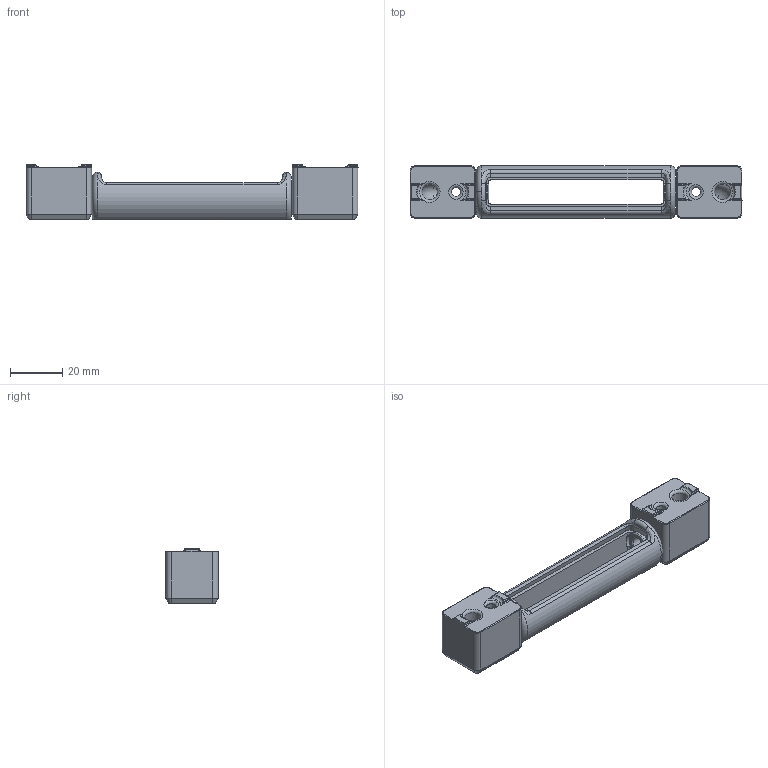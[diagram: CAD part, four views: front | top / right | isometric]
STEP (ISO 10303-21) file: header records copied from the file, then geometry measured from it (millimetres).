
FILE_DESCRIPTION(/* description */ (''),/* implementation_level */ '2;1');
FILE_NAME(/* name */ 'Angry_CAM_Front_mount v12.step',/* time_stamp */ '2022-05-08T16:34:02+02:00',/* author */ (''),/* organization */ (''),/* preprocessor_version */ 'ST-DEVELOPER v18.1',/* originating_system */ 'Autodesk Translation Framework v10.14.0.1471',/* authorisation */ '');
FILE_SCHEMA (('AUTOMOTIVE_DESIGN { 1 0 10303 214 3 1 1 }'));
Length unit declared in the file: millimetre
Products named in the file (1): Angry_CAM_Front_mount
Bounding box: 126.68 x 20 x 21 mm (x, y, z)
Volume: 26879.7 mm3; surface area: 13615.9 mm2
Topology: 3 solids, 3 shells, 265 faces, 659 edges, 398 vertices
Faces by surface type: cylinder 82, plane 78, torus 41, bspline 34, cone 22, sphere 8
Full cylindrical faces by diameter (mm): 3.5 x2, 6 x6, 10 x2, 10.3 x2
Entity records: 9862 total; most frequent: CARTESIAN_POINT 3638, ORIENTED_EDGE 1318, DIRECTION 1276, EDGE_CURVE 659, AXIS2_PLACEMENT_3D 511, VERTEX_POINT 398, EDGE_LOOP 281, FACE_OUTER_BOUND 265
